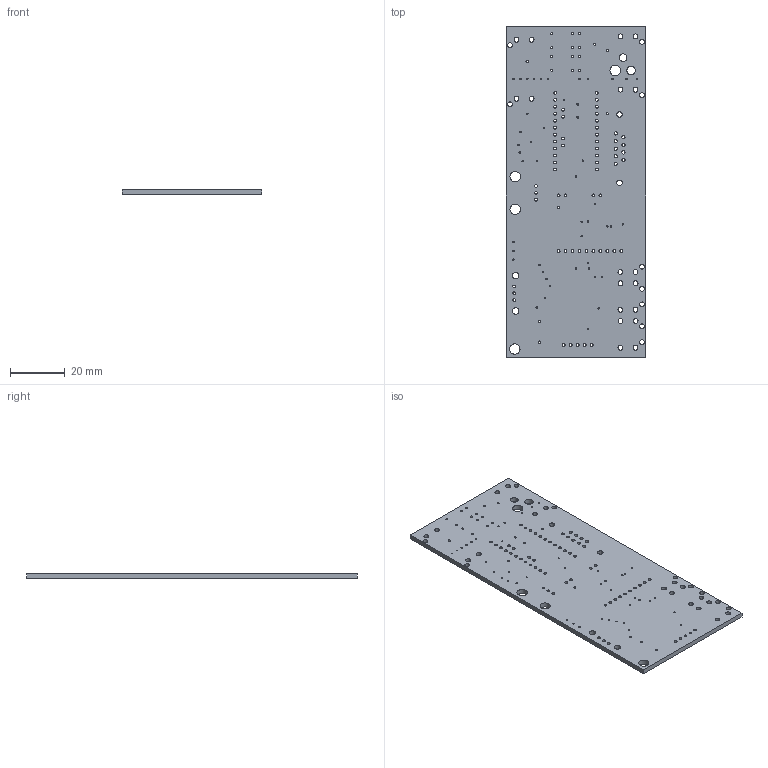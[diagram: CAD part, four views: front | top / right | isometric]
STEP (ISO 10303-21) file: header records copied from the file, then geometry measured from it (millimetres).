
FILE_DESCRIPTION(('FreeCAD Model'),'2;1');
FILE_NAME('Open CASCADE Shape Model','2022-01-20T22:41:39',('Author'),( ''),'Open CASCADE STEP processor 7.5','FreeCAD','Unknown');
FILE_SCHEMA(('AUTOMOTIVE_DESIGN { 1 0 10303 214 1 1 1 1 }'));
Length unit declared in the file: millimetre
Products named in the file (1): Body
Bounding box: 50.8 x 120.65 x 1.78 mm (x, y, z)
Volume: 10518.3 mm3; surface area: 13454 mm2
Topology: 1 solids, 1 shells, 171 faces, 507 edges, 338 vertices
Faces by surface type: cylinder 165, plane 6
Full cylindrical faces by diameter (mm): 0.492 x3, 0.502 x16, 0.513 x25, 0.727 x3, 0.738 x14, 0.748 x2, 0.877 x1, 0.887 x1, 1.005 x19, 1.016 x29, 1.026 x6, 1.165 x3, 1.176 x6, 1.775 x21, 1.785 x6, 2.01 x2, 2.363 x2, 2.801 x1, 3.175 x1, 3.806 x3, 3.816 x1
Entity records: 13204 total; most frequent: DIRECTION 2195, CARTESIAN_POINT 2031, ORIENTED_EDGE 1014, PCURVE 1014, DEFINITIONAL_REPRESENTATION 1014, LINE 861, VECTOR 861, CIRCLE 660
